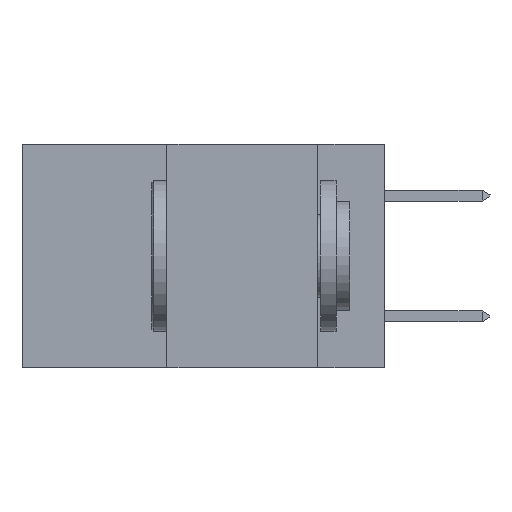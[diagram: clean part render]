
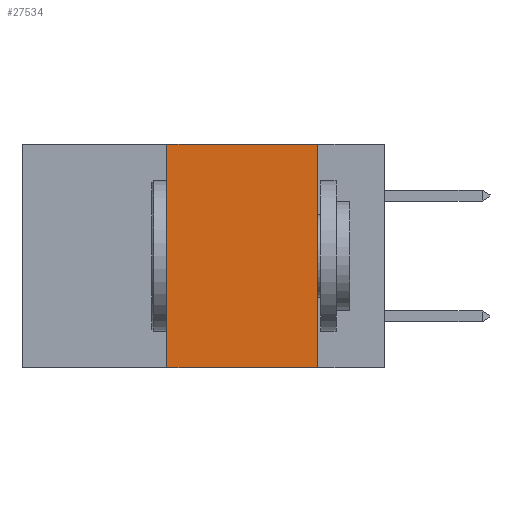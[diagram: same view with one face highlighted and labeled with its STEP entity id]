
A CAD part, left-side view. The second image highlights one B-rep face of the part: STEP entity #27534.
In plain terms, the highlighted planar face has unit normal (-1, 0, 0).
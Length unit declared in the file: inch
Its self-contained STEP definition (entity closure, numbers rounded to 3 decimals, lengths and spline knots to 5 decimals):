
#1149 = VECTOR ( 'NONE', #31566, 39.37008 ) ;
#1255 = CARTESIAN_POINT ( 'NONE',  ( 0., 0.6, 0. ) ) ;
#1674 = ORIENTED_EDGE ( 'NONE', *, *, #33244, .T. ) ;
#2370 = DIRECTION ( 'NONE',  ( 1., 0., 0. ) ) ;
#2509 = EDGE_CURVE ( 'NONE', #32381, #40102, #14591, .T. ) ;
#3106 = AXIS2_PLACEMENT_3D ( 'NONE', #28142, #2370, #11620 ) ;
#3487 = DIRECTION ( 'NONE',  ( 0., 0., -1. ) ) ;
#3582 = LINE ( 'NONE', #1255, #32547 ) ;
#4520 = EDGE_CURVE ( 'NONE', #40102, #39307, #3582, .T. ) ;
#5401 = PLANE ( 'NONE',  #3106 ) ;
#6733 = CARTESIAN_POINT ( 'NONE',  ( 0., 0.6, -0.37 ) ) ;
#8410 = CARTESIAN_POINT ( 'NONE',  ( 0., 0.36, 0. ) ) ;
#10523 = CARTESIAN_POINT ( 'NONE',  ( 0., 0.11, 0. ) ) ;
#11282 = VECTOR ( 'NONE', #3487, 39.37008 ) ;
#11620 = DIRECTION ( 'NONE',  ( 0., 0., -1. ) ) ;
#11867 = CARTESIAN_POINT ( 'NONE',  ( 0., 0.36, -0.37 ) ) ;
#14591 = LINE ( 'NONE', #8410, #1149 ) ;
#15234 = ORIENTED_EDGE ( 'NONE', *, *, #4520, .F. ) ;
#17661 = EDGE_CURVE ( 'NONE', #39307, #35107, #28921, .T. ) ;
#21334 = ORIENTED_EDGE ( 'NONE', *, *, #2509, .F. ) ;
#27534 = ADVANCED_FACE ( 'NONE', ( #38766 ), #5401, .F. ) ;
#28142 = CARTESIAN_POINT ( 'NONE',  ( 0., 0.6, 0. ) ) ;
#28921 = LINE ( 'NONE', #10523, #11282 ) ;
#30068 = CARTESIAN_POINT ( 'NONE',  ( 0., 0.11, -0.37 ) ) ;
#31566 = DIRECTION ( 'NONE',  ( 0., 0., 1. ) ) ;
#32381 = VERTEX_POINT ( 'NONE', #11867 ) ;
#32547 = VECTOR ( 'NONE', #37929, 39.37008 ) ;
#33244 = EDGE_CURVE ( 'NONE', #32381, #35107, #34810, .T. ) ;
#34810 = LINE ( 'NONE', #6733, #40557 ) ;
#35107 = VERTEX_POINT ( 'NONE', #30068 ) ;
#36452 = DIRECTION ( 'NONE',  ( 0., -1., 0. ) ) ;
#36658 = EDGE_LOOP ( 'NONE', ( #37491, #15234, #21334, #1674 ) ) ;
#37491 = ORIENTED_EDGE ( 'NONE', *, *, #17661, .F. ) ;
#37929 = DIRECTION ( 'NONE',  ( 0., -1., 0. ) ) ;
#38766 = FACE_OUTER_BOUND ( 'NONE', #36658, .T. ) ;
#39307 = VERTEX_POINT ( 'NONE', #42972 ) ;
#40102 = VERTEX_POINT ( 'NONE', #41715 ) ;
#40557 = VECTOR ( 'NONE', #36452, 39.37008 ) ;
#41715 = CARTESIAN_POINT ( 'NONE',  ( 0., 0.36, 0. ) ) ;
#42972 = CARTESIAN_POINT ( 'NONE',  ( 0., 0.11, 0. ) ) ;
